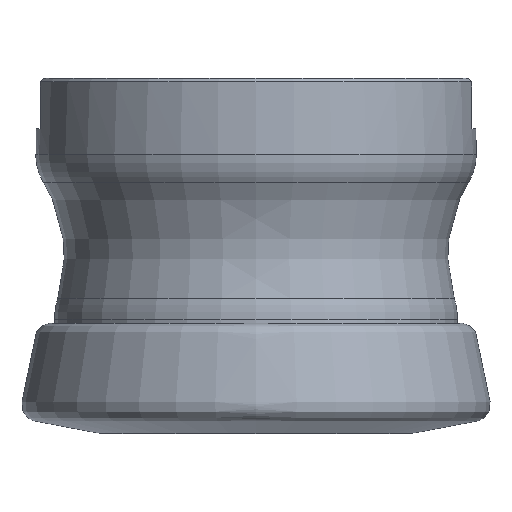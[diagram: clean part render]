
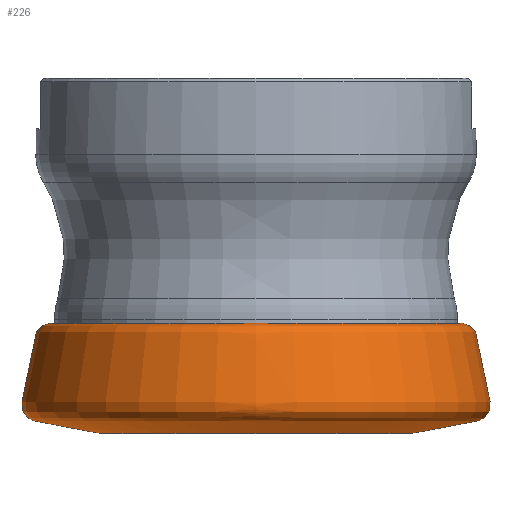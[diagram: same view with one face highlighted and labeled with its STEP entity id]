
A CAD part, left-side view. The second image highlights one B-rep face of the part: STEP entity #226.
In plain terms, the highlighted face is a revolution surface.
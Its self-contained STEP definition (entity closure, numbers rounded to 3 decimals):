
#81=SURFACE_OF_REVOLUTION('',#127,#83);
#83=AXIS1_PLACEMENT('',#1488,#974);
#127=B_SPLINE_CURVE_WITH_KNOTS('',5,(#1457,#1458,#1459,#1460,#1461,#1462,
#1463,#1464,#1465,#1466,#1467,#1468,#1469,#1470,#1471,#1472,#1473,#1474,
#1475,#1476,#1477,#1478,#1479,#1480,#1481,#1482,#1483,#1484,#1485,#1486,
#1487),.UNSPECIFIED.,.F.,.F.,(6,1,1,1,1,1,1,1,1,1,1,1,1,1,1,1,1,1,1,1,1,
1,1,1,1,1,6),(0.,0.332,0.369,0.383,0.396,
0.409,0.422,0.435,0.447,
0.46,0.472,0.486,0.503,
0.53,0.625,0.796,0.87,
0.886,0.899,0.911,0.924,
0.937,0.949,0.962,0.974,
0.987,1.),.UNSPECIFIED.);
#185=FACE_BOUND('',#321,.T.);
#186=FACE_BOUND('',#322,.T.);
#226=ADVANCED_FACE('',(#185,#186),#81,.F.);
#321=EDGE_LOOP('',(#495));
#322=EDGE_LOOP('',(#496));
#495=ORIENTED_EDGE('',*,*,#616,.F.);
#496=ORIENTED_EDGE('',*,*,#615,.F.);
#548=VERTEX_POINT('',#1421);
#549=VERTEX_POINT('',#1423);
#615=EDGE_CURVE('',#548,#548,#651,.T.);
#616=EDGE_CURVE('',#549,#549,#652,.T.);
#651=CIRCLE('',#788,21.945);
#652=CIRCLE('',#789,28.453);
#788=AXIS2_PLACEMENT_3D('',#1420,#969,#970);
#789=AXIS2_PLACEMENT_3D('',#1422,#971,#972);
#969=DIRECTION('',(0.,0.,-1.));
#970=DIRECTION('',(-1.,0.,0.));
#971=DIRECTION('',(0.,0.,1.));
#972=DIRECTION('',(-1.,0.,0.));
#974=DIRECTION('',(0.,0.,-1.));
#1420=CARTESIAN_POINT('',(0.,0.,-49.96));
#1421=CARTESIAN_POINT('',(-21.945,0.,-49.96));
#1422=CARTESIAN_POINT('',(0.,0.,-34.517));
#1423=CARTESIAN_POINT('',(-28.453,0.,-34.517));
#1457=CARTESIAN_POINT('',(21.945,0.,-49.96));
#1458=CARTESIAN_POINT('',(23.627,0.,-49.641));
#1459=CARTESIAN_POINT('',(25.479,0.,-49.29));
#1460=CARTESIAN_POINT('',(27.44,0.,-48.924));
#1461=CARTESIAN_POINT('',(29.419,0.,-48.534));
#1462=CARTESIAN_POINT('',(31.5,0.,-48.158));
#1463=CARTESIAN_POINT('',(31.91,0.,-47.917));
#1464=CARTESIAN_POINT('',(32.184,0.,-47.731));
#1465=CARTESIAN_POINT('',(32.42,0.,-47.488));
#1466=CARTESIAN_POINT('',(32.62,0.,-47.235));
#1467=CARTESIAN_POINT('',(32.776,0.,-46.938));
#1468=CARTESIAN_POINT('',(32.895,0.,-46.633));
#1469=CARTESIAN_POINT('',(32.962,0.,-46.285));
#1470=CARTESIAN_POINT('',(33.004,0.,-45.853));
#1471=CARTESIAN_POINT('',(32.817,0.,-45.008));
#1472=CARTESIAN_POINT('',(32.528,0.,-43.353));
#1473=CARTESIAN_POINT('',(32.08,0.,-41.405));
#1474=CARTESIAN_POINT('',(31.802,0.,-39.423));
#1475=CARTESIAN_POINT('',(31.325,0.,-37.575));
#1476=CARTESIAN_POINT('',(31.147,0.,-36.084));
#1477=CARTESIAN_POINT('',(30.802,0.,-35.485));
#1478=CARTESIAN_POINT('',(30.582,0.,-35.215));
#1479=CARTESIAN_POINT('',(30.337,0.,-34.978));
#1480=CARTESIAN_POINT('',(30.066,0.,-34.794));
#1481=CARTESIAN_POINT('',(29.761,0.,-34.639));
#1482=CARTESIAN_POINT('',(29.45,0.,-34.541));
#1483=CARTESIAN_POINT('',(29.116,0.,-34.477));
#1484=CARTESIAN_POINT('',(28.85,0.,-34.471));
#1485=CARTESIAN_POINT('',(28.653,0.,-34.485));
#1486=CARTESIAN_POINT('',(28.518,0.,-34.505));
#1487=CARTESIAN_POINT('',(28.453,0.,-34.517));
#1488=CARTESIAN_POINT('',(0.,0.,0.));
